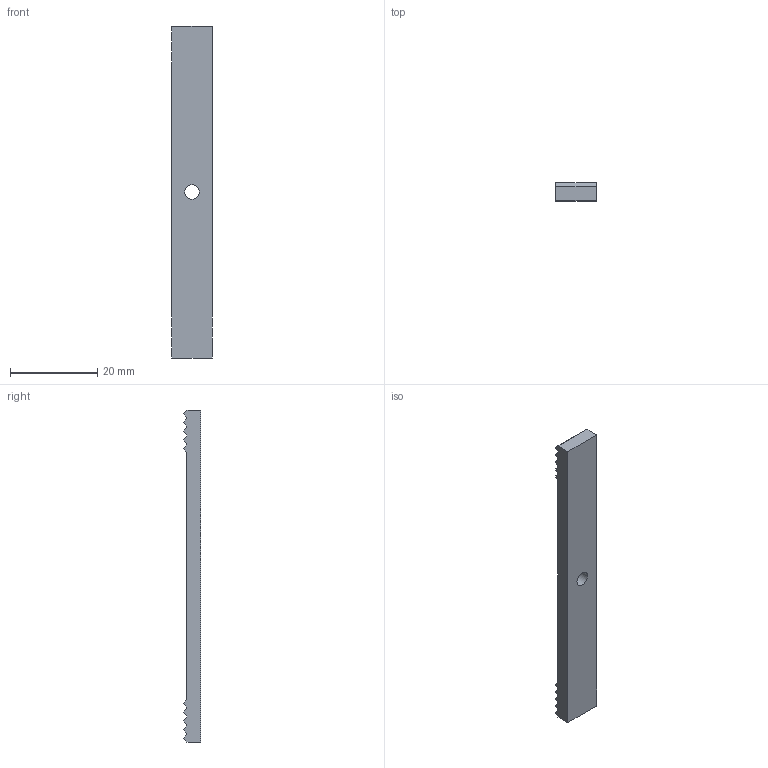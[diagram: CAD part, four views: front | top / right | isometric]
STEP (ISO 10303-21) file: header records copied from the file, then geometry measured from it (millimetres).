
FILE_DESCRIPTION(/* description */ (''),/* implementation_level */ '2;1');
FILE_NAME(/* name */ 'gripper.stp',/* time_stamp */ '2025-04-19T11:09:46-04:00',/* author */ ('Designer'),/* organization */ (''),/* preprocessor_version */ 'ST-DEVELOPER v20',/* originating_system */ 'Autodesk Inventor 2024',/* authorisation */ '');
FILE_SCHEMA (('AUTOMOTIVE_DESIGN { 1 0 10303 214 3 1 1 }'));
Length unit declared in the file: inch
Products named in the file (1): gripper
Bounding box: 9.4 x 4.03 x 76.2 mm (x, y, z)
Volume: 2314.1 mm3; surface area: 2073.1 mm2
Topology: 1 solids, 1 shells, 35 faces, 99 edges, 66 vertices
Faces by surface type: plane 34, cylinder 1
Full cylindrical faces by diameter (mm): 3.4 x1
Entity records: 1164 total; most frequent: CARTESIAN_POINT 201, ORIENTED_EDGE 198, DIRECTION 173, EDGE_CURVE 99, LINE 97, VECTOR 97, VERTEX_POINT 66, AXIS2_PLACEMENT_3D 38
